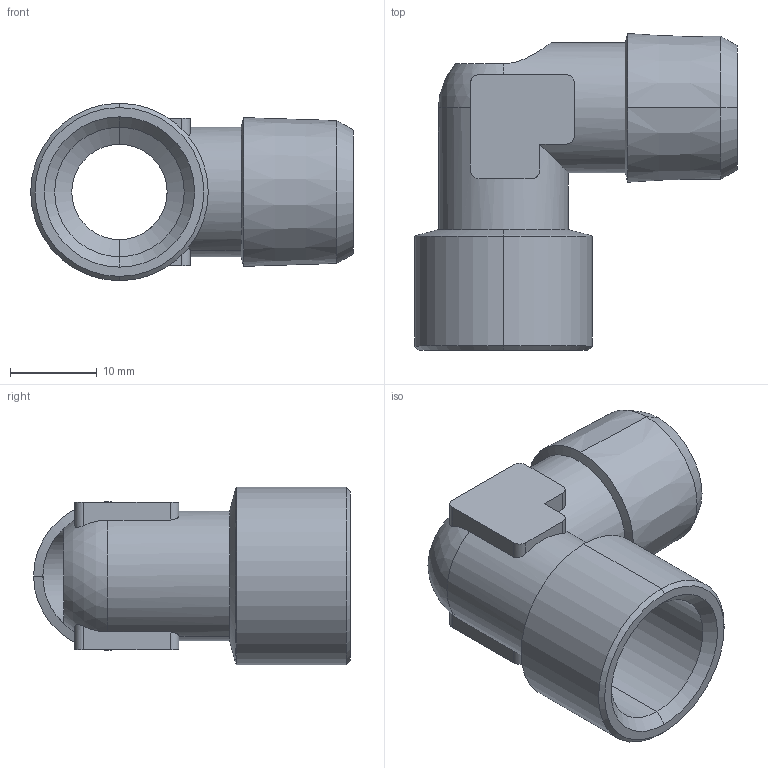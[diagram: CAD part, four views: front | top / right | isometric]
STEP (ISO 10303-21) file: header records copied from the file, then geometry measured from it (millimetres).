
FILE_DESCRIPTION (( 'STEP AP214' ), '1' );
FILE_NAME ('DRF.MF03_L.STEP', '2018-09-03T09:54:51', ( '' ), ( '' ), 'SwSTEP 2.0', 'SolidWorks 2018', '' );
FILE_SCHEMA (( 'AUTOMOTIVE_DESIGN' ));
Length unit declared in the file: millimetre
Products named in the file (1): DRF.MF03_L
Bounding box: 37.25 x 36.59 x 20.5 mm (x, y, z)
Volume: 6327.2 mm3; surface area: 5405.3 mm2
Topology: 1 solids, 1 shells, 59 faces, 158 edges, 101 vertices
Faces by surface type: cylinder 21, cone 16, plane 16, bspline 5, sphere 1
Entity records: 2216 total; most frequent: CARTESIAN_POINT 761, ORIENTED_EDGE 316, DIRECTION 275, EDGE_CURVE 158, AXIS2_PLACEMENT_3D 102, VERTEX_POINT 101, VECTOR 71, LINE 71
